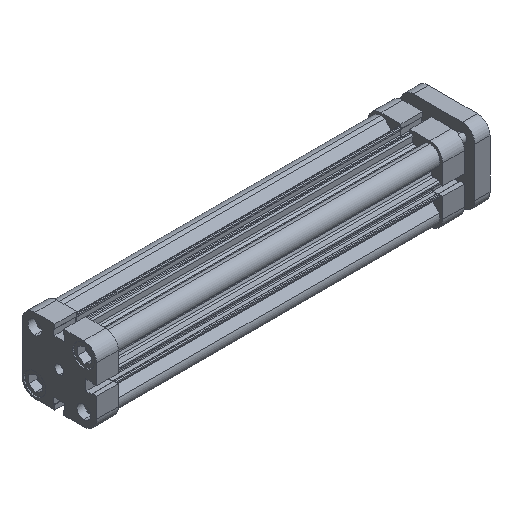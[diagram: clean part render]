
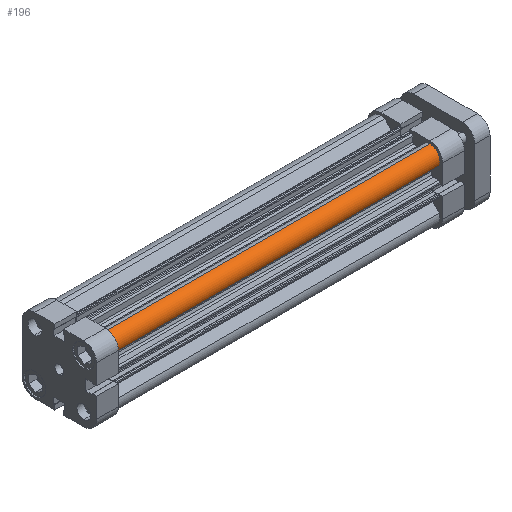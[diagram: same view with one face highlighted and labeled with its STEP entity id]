
A CAD part, isometric view. The second image highlights one B-rep face of the part: STEP entity #196.
In plain terms, the highlighted cylindrical face has radius 6.75 mm (diameter 13.5 mm), a partial arc.
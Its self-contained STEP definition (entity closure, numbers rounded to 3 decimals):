
#196 = ADVANCED_FACE ( 'NONE', ( #3384 ), #3387, .T. ) ;
#829 = VERTEX_POINT ( 'NONE', #6230 ) ;
#830 = VERTEX_POINT ( 'NONE', #6231 ) ;
#831 = VERTEX_POINT ( 'NONE', #6232 ) ;
#832 = VERTEX_POINT ( 'NONE', #6233 ) ;
#1255 = EDGE_LOOP ( 'NONE', ( #2468, #2467, #2465, #2463 ) ) ;
#2463 = ORIENTED_EDGE ( 'NONE', *, *, #9592, .F. ) ;
#2465 = ORIENTED_EDGE ( 'NONE', *, *, #9581, .T. ) ;
#2467 = ORIENTED_EDGE ( 'NONE', *, *, #9590, .T. ) ;
#2468 = ORIENTED_EDGE ( 'NONE', *, *, #9591, .F. ) ;
#3384 = FACE_OUTER_BOUND ( 'NONE', #1255, .T. ) ;
#3387 = CYLINDRICAL_SURFACE ( 'NONE', #10549, 6.75 ) ;
#4008 = DIRECTION ( 'NONE',  ( -1., 0., 0. ) ) ;
#4009 = DIRECTION ( 'NONE',  ( 0., 0., -1. ) ) ;
#4010 = CARTESIAN_POINT ( 'NONE',  ( -16.25, -16.25, 215.5 ) ) ;
#5499 = CIRCLE ( 'NONE', #10865, 6.75 ) ;
#5506 = LINE ( 'NONE', #7040, #5507 ) ;
#5507 = VECTOR ( 'NONE', #7041, 1000. ) ;
#5512 = LINE ( 'NONE', #7035, #5513 ) ;
#5513 = VECTOR ( 'NONE', #7036, 1000. ) ;
#5515 = CIRCLE ( 'NONE', #10869, 6.75 ) ;
#6230 = CARTESIAN_POINT ( 'NONE',  ( -13.633, -22.472, 0. ) ) ;
#6231 = CARTESIAN_POINT ( 'NONE',  ( -23., -16.25, 0. ) ) ;
#6232 = CARTESIAN_POINT ( 'NONE',  ( -13.633, -22.472, 215.5 ) ) ;
#6233 = CARTESIAN_POINT ( 'NONE',  ( -23., -16.25, 215.5 ) ) ;
#7013 = CARTESIAN_POINT ( 'NONE',  ( -16.25, -16.25, 0. ) ) ;
#7014 = DIRECTION ( 'NONE',  ( 0., 0., 1. ) ) ;
#7015 = DIRECTION ( 'NONE',  ( -1., 0., 0. ) ) ;
#7033 = CARTESIAN_POINT ( 'NONE',  ( -16.25, -16.25, 215.5 ) ) ;
#7035 = CARTESIAN_POINT ( 'NONE',  ( -23., -16.25, 215.5 ) ) ;
#7036 = DIRECTION ( 'NONE',  ( 0., 0., -1. ) ) ;
#7037 = DIRECTION ( 'NONE',  ( 0., 0., 1. ) ) ;
#7038 = DIRECTION ( 'NONE',  ( -1., 0., 0. ) ) ;
#7040 = CARTESIAN_POINT ( 'NONE',  ( -13.633, -22.472, 215.5 ) ) ;
#7041 = DIRECTION ( 'NONE',  ( 0., 0., -1. ) ) ;
#9581 = EDGE_CURVE ( 'NONE', #830, #829, #5499, .T. ) ;
#9590 = EDGE_CURVE ( 'NONE', #832, #830, #5512, .T. ) ;
#9591 = EDGE_CURVE ( 'NONE', #832, #831, #5515, .T. ) ;
#9592 = EDGE_CURVE ( 'NONE', #831, #829, #5506, .T. ) ;
#10549 = AXIS2_PLACEMENT_3D ( 'NONE', #4010, #4009, #4008 ) ;
#10865 = AXIS2_PLACEMENT_3D ( 'NONE', #7013, #7014, #7015 ) ;
#10869 = AXIS2_PLACEMENT_3D ( 'NONE', #7033, #7037, #7038 ) ;
